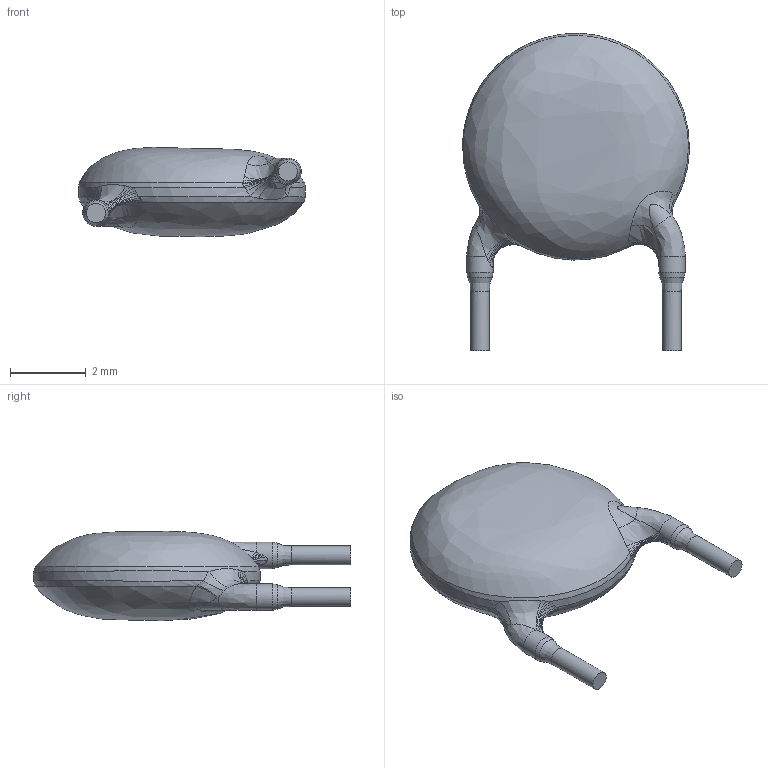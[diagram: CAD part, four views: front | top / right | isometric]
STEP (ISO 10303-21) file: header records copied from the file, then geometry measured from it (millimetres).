
FILE_DESCRIPTION (( 'STEP AP214' ), '1' );
FILE_NAME ('CAP_TH_5.08x6.STEP', '2021-01-01T11:54:56', ( 'User Windows' ), ( '' ), 'SwSTEP 2.0', 'SolidWorks 2017', '' );
FILE_SCHEMA (( 'AUTOMOTIVE_DESIGN' ));
Length unit declared in the file: millimetre
Products named in the file (1): CAP_TH_5.08x6
Bounding box: 6 x 8.39 x 2.36 mm (x, y, z)
Volume: 51.8 mm3; surface area: 88.1 mm2
Topology: 1 solids, 1 shells, 50 faces, 135 edges, 87 vertices
Faces by surface type: bspline 40, cylinder 8, plane 2
Full cylindrical faces by diameter (mm): 0.5 x2, 0.7 x2
Entity records: 5452 total; most frequent: CARTESIAN_POINT 4517, ORIENTED_EDGE 248, EDGE_CURVE 124, B_SPLINE_CURVE_WITH_KNOTS 92, VERTEX_POINT 84, DIRECTION 64, FACE_OUTER_BOUND 58, EDGE_LOOP 58
